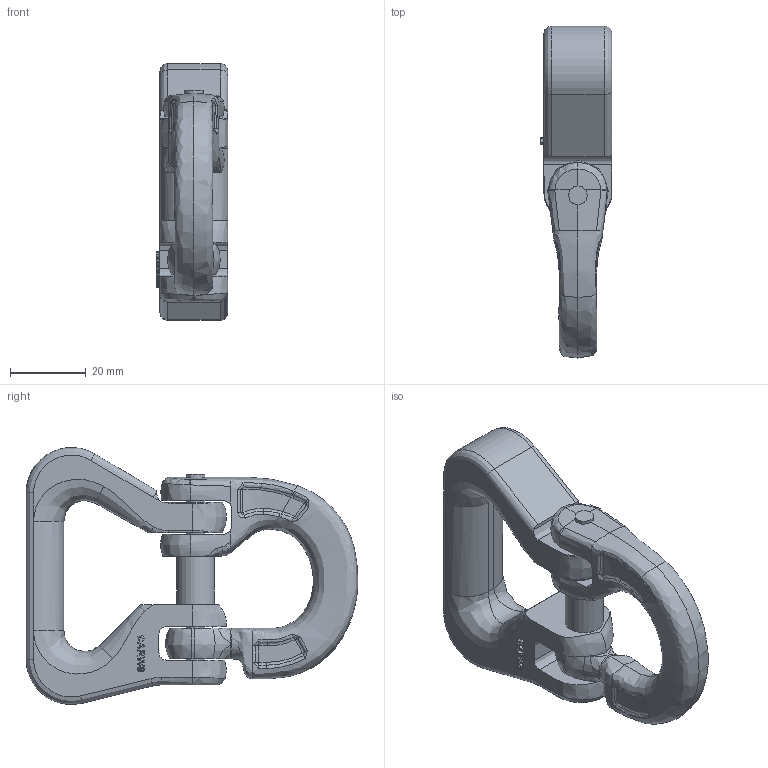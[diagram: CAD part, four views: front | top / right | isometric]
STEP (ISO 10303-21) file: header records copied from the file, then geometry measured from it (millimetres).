
FILE_DESCRIPTION(/* description */ (''),/* implementation_level */ '2;1');
FILE_NAME(/* name */ 'CARW 8 Kundenmodell zusa.stp',/* time_stamp */ '2018-01-22T11:26:57+01:00',/* author */ (''),/* organization */ (''),/* preprocessor_version */ 'ST-DEVELOPER v16',/* originating_system */ 'SIEMENS PLM Software NX 11.0',/* authorisation */ '');
FILE_SCHEMA (('AUTOMOTIVE_DESIGN { 1 0 10303 214 3 1 1 1 }'));
Length unit declared in the file: millimetre
Products named in the file (1): zer0984417By2wf
Bounding box: 19 x 87.76 x 67.95 mm (x, y, z)
Volume: 43150.5 mm3; surface area: 16349.6 mm2
Topology: 4 solids, 4 shells, 354 faces, 907 edges, 559 vertices
Faces by surface type: bspline 156, plane 77, extrusion 44, cylinder 35, sphere 18, torus 16, cone 8
Full cylindrical faces by diameter (mm): 5 x8, 10 x1
Entity records: 21150 total; most frequent: CARTESIAN_POINT 14200, ORIENTED_EDGE 1754, DIRECTION 891, EDGE_CURVE 877, VERTEX_POINT 550, B_SPLINE_CURVE_WITH_KNOTS 532, EDGE_LOOP 387, ADVANCED_FACE 354
